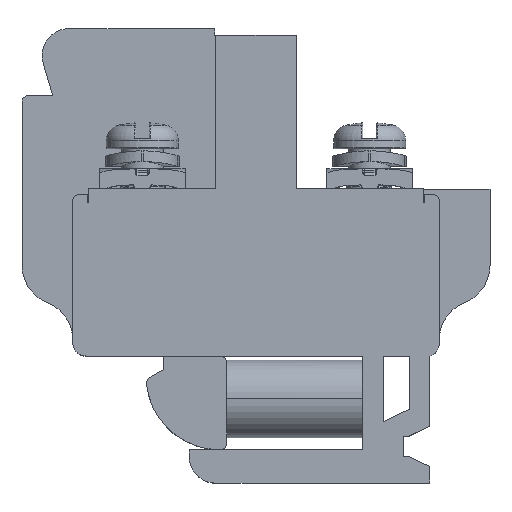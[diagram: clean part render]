
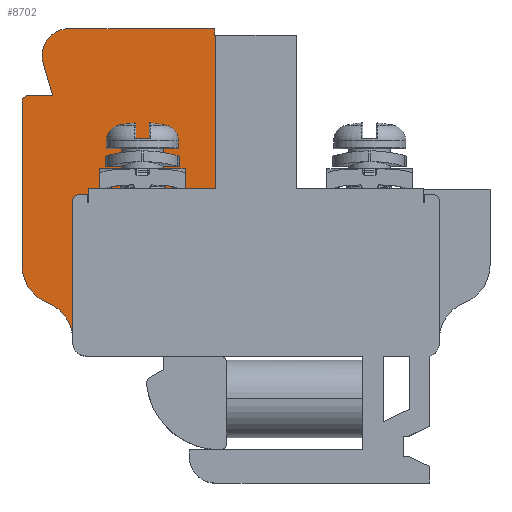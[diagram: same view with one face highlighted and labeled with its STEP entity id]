
A CAD part, top view. The second image highlights one B-rep face of the part: STEP entity #8702.
In plain terms, the highlighted planar face has unit normal (0, 0, 1).
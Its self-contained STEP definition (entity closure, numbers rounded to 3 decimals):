
#389=DIRECTION('',(0.,1.,0.));
#390=VECTOR('',#389,10.382);
#391=CARTESIAN_POINT('',(-13.7,-21.582,1.5));
#392=LINE('',#391,#390);
#401=CARTESIAN_POINT('',(-13.2,-11.2,1.5));
#402=DIRECTION('',(0.,0.,1.));
#403=DIRECTION('',(0.,1.,0.));
#404=AXIS2_PLACEMENT_3D('',#401,#402,#403);
#406=CARTESIAN_POINT('',(-16.7,-21.582,1.5));
#407=DIRECTION('',(0.,0.,1.));
#408=DIRECTION('',(1.,0.,0.));
#409=AXIS2_PLACEMENT_3D('',#406,#407,#408);
#411=CARTESIAN_POINT('',(-14.5,-16.,1.5));
#412=DIRECTION('',(0.,0.,-1.));
#413=DIRECTION('',(-0.367,-0.93,0.));
#414=AXIS2_PLACEMENT_3D('',#411,#412,#413);
#416=DIRECTION('',(0.,1.,0.));
#417=VECTOR('',#416,12.2);
#418=CARTESIAN_POINT('',(-17.5,-16.,1.5));
#419=LINE('',#418,#417);
#420=CARTESIAN_POINT('',(-17.,-3.8,1.5));
#421=DIRECTION('',(0.,0.,-1.));
#422=DIRECTION('',(-1.,0.,0.));
#423=AXIS2_PLACEMENT_3D('',#420,#421,#422);
#425=DIRECTION('',(1.,0.,0.));
#426=VECTOR('',#425,1.8);
#427=CARTESIAN_POINT('',(-17.,-3.3,1.5));
#428=LINE('',#427,#426);
#429=DIRECTION('',(-0.283,0.959,0.));
#430=VECTOR('',#429,2.538);
#431=CARTESIAN_POINT('',(-15.2,-3.3,1.5));
#432=LINE('',#431,#430);
#433=CARTESIAN_POINT('',(-14.,-0.3,1.5));
#434=DIRECTION('',(0.,0.,-1.));
#435=DIRECTION('',(-0.959,-0.283,0.));
#436=AXIS2_PLACEMENT_3D('',#433,#434,#435);
#438=CARTESIAN_POINT('',(-14.,-0.3,1.5));
#439=DIRECTION('',(0.,0.,-1.));
#440=DIRECTION('',(-1.,0.,0.));
#441=AXIS2_PLACEMENT_3D('',#438,#439,#440);
#443=DIRECTION('',(1.,0.,0.));
#444=VECTOR('',#443,10.9);
#445=CARTESIAN_POINT('',(-14.,1.7,1.5));
#446=LINE('',#445,#444);
#447=DIRECTION('',(0.,-1.,0.));
#448=VECTOR('',#447,0.5);
#449=CARTESIAN_POINT('',(-3.1,1.7,1.5));
#450=LINE('',#449,#448);
#451=DIRECTION('',(1.,0.,0.));
#452=VECTOR('',#451,0.1);
#453=CARTESIAN_POINT('',(-3.1,1.2,1.5));
#454=LINE('',#453,#452);
#463=DIRECTION('',(1.,0.,0.));
#464=VECTOR('',#463,0.6);
#465=CARTESIAN_POINT('',(-13.2,-10.7,1.5));
#466=LINE('',#465,#464);
#467=DIRECTION('',(0.,-1.,0.));
#468=VECTOR('',#467,0.6);
#469=CARTESIAN_POINT('',(-12.6,-10.7,1.5));
#470=LINE('',#469,#468);
#475=DIRECTION('',(1.,0.,0.));
#476=VECTOR('',#475,0.1);
#477=CARTESIAN_POINT('',(-12.6,-11.3,1.5));
#478=LINE('',#477,#476);
#487=DIRECTION('',(0.,1.,0.));
#488=VECTOR('',#487,1.);
#489=CARTESIAN_POINT('',(-12.5,-11.3,1.5));
#490=LINE('',#489,#488);
#491=DIRECTION('',(1.,0.,0.));
#492=VECTOR('',#491,9.5);
#493=CARTESIAN_POINT('',(-12.5,-10.3,1.5));
#494=LINE('',#493,#492);
#577=DIRECTION('',(0.,1.,0.));
#578=VECTOR('',#577,11.5);
#579=CARTESIAN_POINT('',(-3.,-10.3,1.5));
#580=LINE('',#579,#578);
#7031=CARTESIAN_POINT('',(-13.2,-10.7,1.5));
#7032=CARTESIAN_POINT('',(-13.7,-11.2,1.5));
#7033=VERTEX_POINT('',#7031);
#7034=VERTEX_POINT('',#7032);
#7035=CARTESIAN_POINT('',(-13.7,-21.582,1.5));
#7036=VERTEX_POINT('',#7035);
#7037=CARTESIAN_POINT('',(-15.6,-18.791,1.5));
#7038=VERTEX_POINT('',#7037);
#7039=CARTESIAN_POINT('',(-17.5,-16.,1.5));
#7040=VERTEX_POINT('',#7039);
#7041=CARTESIAN_POINT('',(-17.5,-3.8,1.5));
#7042=VERTEX_POINT('',#7041);
#7043=CARTESIAN_POINT('',(-17.,-3.3,1.5));
#7044=VERTEX_POINT('',#7043);
#7045=CARTESIAN_POINT('',(-15.2,-3.3,1.5));
#7046=VERTEX_POINT('',#7045);
#7047=CARTESIAN_POINT('',(-15.918,-0.866,1.5));
#7048=VERTEX_POINT('',#7047);
#7049=CARTESIAN_POINT('',(-16.,-0.3,1.5));
#7050=CARTESIAN_POINT('',(-14.,1.7,1.5));
#7051=VERTEX_POINT('',#7049);
#7052=VERTEX_POINT('',#7050);
#7053=CARTESIAN_POINT('',(-3.1,1.7,1.5));
#7054=VERTEX_POINT('',#7053);
#7055=CARTESIAN_POINT('',(-3.1,1.2,1.5));
#7056=VERTEX_POINT('',#7055);
#7057=CARTESIAN_POINT('',(-3.,1.2,1.5));
#7058=VERTEX_POINT('',#7057);
#7059=CARTESIAN_POINT('',(-3.,-10.3,1.5));
#7060=VERTEX_POINT('',#7059);
#7061=CARTESIAN_POINT('',(-12.5,-10.3,1.5));
#7062=VERTEX_POINT('',#7061);
#7063=CARTESIAN_POINT('',(-12.5,-11.3,1.5));
#7064=VERTEX_POINT('',#7063);
#7065=CARTESIAN_POINT('',(-12.6,-11.3,1.5));
#7066=VERTEX_POINT('',#7065);
#7067=CARTESIAN_POINT('',(-12.6,-10.7,1.5));
#7068=VERTEX_POINT('',#7067);
#8659=CARTESIAN_POINT('',(0.,0.,1.5));
#8660=DIRECTION('',(0.,0.,1.));
#8661=DIRECTION('',(1.,0.,0.));
#8662=AXIS2_PLACEMENT_3D('',#8659,#8660,#8661);
#8663=PLANE('',#8662);
#8665=ORIENTED_EDGE('',*,*,#8664,.T.);
#8666=ORIENTED_EDGE('',*,*,#8635,.F.);
#8667=ORIENTED_EDGE('',*,*,#8650,.T.);
#8669=ORIENTED_EDGE('',*,*,#8668,.T.);
#8671=ORIENTED_EDGE('',*,*,#8670,.T.);
#8673=ORIENTED_EDGE('',*,*,#8672,.T.);
#8675=ORIENTED_EDGE('',*,*,#8674,.T.);
#8677=ORIENTED_EDGE('',*,*,#8676,.T.);
#8679=ORIENTED_EDGE('',*,*,#8678,.T.);
#8681=ORIENTED_EDGE('',*,*,#8680,.T.);
#8683=ORIENTED_EDGE('',*,*,#8682,.T.);
#8685=ORIENTED_EDGE('',*,*,#8684,.T.);
#8687=ORIENTED_EDGE('',*,*,#8686,.T.);
#8689=ORIENTED_EDGE('',*,*,#8688,.F.);
#8691=ORIENTED_EDGE('',*,*,#8690,.F.);
#8693=ORIENTED_EDGE('',*,*,#8692,.F.);
#8695=ORIENTED_EDGE('',*,*,#8694,.F.);
#8697=ORIENTED_EDGE('',*,*,#8696,.F.);
#8699=ORIENTED_EDGE('',*,*,#8698,.F.);
#8700=EDGE_LOOP('',(#8665,#8666,#8667,#8669,#8671,#8673,#8675,#8677,#8679,#8681,
#8683,#8685,#8687,#8689,#8691,#8693,#8695,#8697,#8699));
#8701=FACE_OUTER_BOUND('',#8700,.F.);
#405=CIRCLE('',#404,0.5);
#410=CIRCLE('',#409,3.);
#415=CIRCLE('',#414,3.);
#424=CIRCLE('',#423,0.5);
#437=CIRCLE('',#436,2.);
#442=CIRCLE('',#441,2.);
#8635=EDGE_CURVE('',#7036,#7034,#392,.T.);
#8650=EDGE_CURVE('',#7036,#7038,#410,.T.);
#8664=EDGE_CURVE('',#7033,#7034,#405,.T.);
#8668=EDGE_CURVE('',#7038,#7040,#415,.T.);
#8670=EDGE_CURVE('',#7040,#7042,#419,.T.);
#8672=EDGE_CURVE('',#7042,#7044,#424,.T.);
#8674=EDGE_CURVE('',#7044,#7046,#428,.T.);
#8676=EDGE_CURVE('',#7046,#7048,#432,.T.);
#8678=EDGE_CURVE('',#7048,#7051,#437,.T.);
#8680=EDGE_CURVE('',#7051,#7052,#442,.T.);
#8682=EDGE_CURVE('',#7052,#7054,#446,.T.);
#8684=EDGE_CURVE('',#7054,#7056,#450,.T.);
#8686=EDGE_CURVE('',#7056,#7058,#454,.T.);
#8688=EDGE_CURVE('',#7060,#7058,#580,.T.);
#8690=EDGE_CURVE('',#7062,#7060,#494,.T.);
#8692=EDGE_CURVE('',#7064,#7062,#490,.T.);
#8694=EDGE_CURVE('',#7066,#7064,#478,.T.);
#8696=EDGE_CURVE('',#7068,#7066,#470,.T.);
#8698=EDGE_CURVE('',#7033,#7068,#466,.T.);
#8702=ADVANCED_FACE('',(#8701),#8663,.T.);
